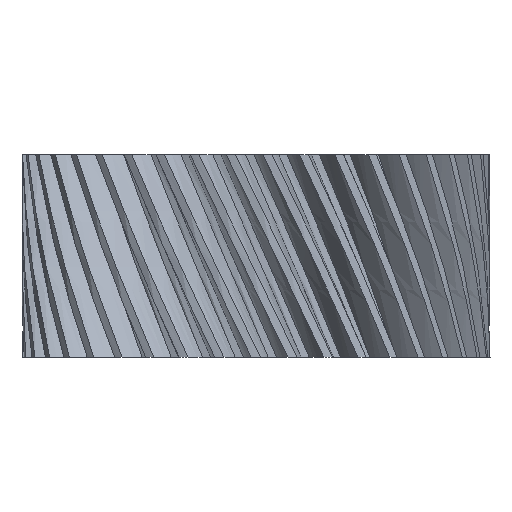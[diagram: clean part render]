
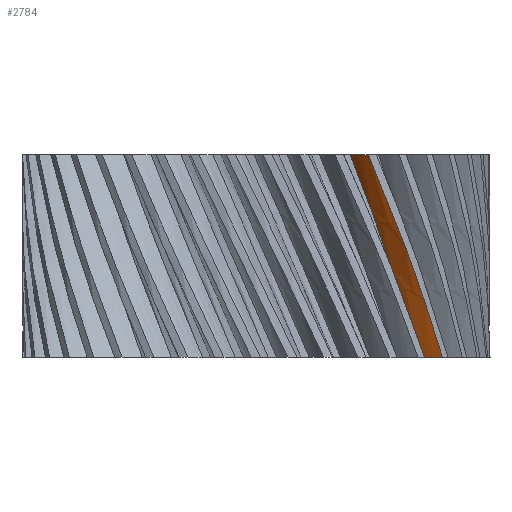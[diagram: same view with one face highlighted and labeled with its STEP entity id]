
A CAD part, left-side view. The second image highlights one B-rep face of the part: STEP entity #2784.
In plain terms, the highlighted free-form (B-spline) face has degree [3, 3] with [4, 4] control points.
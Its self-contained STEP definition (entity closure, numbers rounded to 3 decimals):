
#180=FACE_OUTER_BOUND('',#342,.T.);
#342=EDGE_LOOP('',(#1833,#1834,#1835,#1836));
#604=B_SPLINE_CURVE_WITH_KNOTS('',3,(#4698,#4699,#4700,#4701),
 .UNSPECIFIED.,.F.,.F.,(4,4),(0.,0.423),.UNSPECIFIED.);
#605=B_SPLINE_CURVE_WITH_KNOTS('',3,(#4719,#4720,#4721,#4722),
 .UNSPECIFIED.,.F.,.F.,(4,4),(0.,0.121),.UNSPECIFIED.);
#606=B_SPLINE_CURVE_WITH_KNOTS('',3,(#4724,#4725,#4726,#4727),
 .UNSPECIFIED.,.F.,.F.,(4,4),(0.,0.224),
 .UNSPECIFIED.);
#607=B_SPLINE_CURVE_WITH_KNOTS('',3,(#4728,#4729,#4730,#4731),
 .UNSPECIFIED.,.F.,.F.,(4,4),(-0.423,0.),
 .UNSPECIFIED.);
#974=VERTEX_POINT('',#4681);
#976=VERTEX_POINT('',#4693);
#977=VERTEX_POINT('',#4718);
#978=VERTEX_POINT('',#4723);
#1324=EDGE_CURVE('',#976,#974,#604,.T.);
#1325=EDGE_CURVE('',#974,#977,#605,.T.);
#1326=EDGE_CURVE('',#978,#976,#606,.T.);
#1327=EDGE_CURVE('',#977,#978,#607,.T.);
#1833=ORIENTED_EDGE('',*,*,#1325,.F.);
#1834=ORIENTED_EDGE('',*,*,#1324,.F.);
#1835=ORIENTED_EDGE('',*,*,#1326,.F.);
#1836=ORIENTED_EDGE('',*,*,#1327,.F.);
#2664=B_SPLINE_SURFACE_WITH_KNOTS('',3,3,((#4702,#4703,#4704,#4705),(#4706,
#4707,#4708,#4709),(#4710,#4711,#4712,#4713),(#4714,#4715,#4716,#4717)),
 .UNSPECIFIED.,.F.,.F.,.F.,(4,4),(4,4),(0.,0.224),
(0.,0.423),.UNSPECIFIED.);
#2784=ADVANCED_FACE('',(#180),#2664,.F.);
#4681=CARTESIAN_POINT('',(-9.322,-4.63,10.));
#4693=CARTESIAN_POINT('',(-6.603,-8.046,0.));
#4698=CARTESIAN_POINT('Ctrl Pts',(-6.603,-8.046,0.));
#4699=CARTESIAN_POINT('Ctrl Pts',(-7.737,-7.116,3.333));
#4700=CARTESIAN_POINT('Ctrl Pts',(-8.67,-5.943,6.667));
#4701=CARTESIAN_POINT('Ctrl Pts',(-9.322,-4.63,10.));
#4702=CARTESIAN_POINT('Ctrl Pts',(-6.961,-9.196,0.));
#4703=CARTESIAN_POINT('Ctrl Pts',(-8.257,-8.215,3.333));
#4704=CARTESIAN_POINT('Ctrl Pts',(-9.341,-6.958,6.667));
#4705=CARTESIAN_POINT('Ctrl Pts',(-10.121,-5.532,10.));
#4706=CARTESIAN_POINT('Ctrl Pts',(-6.885,-8.801,0.));
#4707=CARTESIAN_POINT('Ctrl Pts',(-8.125,-7.831,3.333));
#4708=CARTESIAN_POINT('Ctrl Pts',(-9.156,-6.596,6.667));
#4709=CARTESIAN_POINT('Ctrl Pts',(-9.889,-5.203,10.));
#4710=CARTESIAN_POINT('Ctrl Pts',(-6.765,-8.414,0.));
#4711=CARTESIAN_POINT('Ctrl Pts',(-7.95,-7.461,3.333));
#4712=CARTESIAN_POINT('Ctrl Pts',(-8.931,-6.255,6.667));
#4713=CARTESIAN_POINT('Ctrl Pts',(-9.621,-4.9,10.));
#4714=CARTESIAN_POINT('Ctrl Pts',(-6.603,-8.046,0.));
#4715=CARTESIAN_POINT('Ctrl Pts',(-7.737,-7.116,3.333));
#4716=CARTESIAN_POINT('Ctrl Pts',(-8.67,-5.943,6.667));
#4717=CARTESIAN_POINT('Ctrl Pts',(-9.322,-4.63,10.));
#4718=CARTESIAN_POINT('',(-10.121,-5.532,10.));
#4719=CARTESIAN_POINT('Ctrl Pts',(-9.322,-4.63,10.));
#4720=CARTESIAN_POINT('Ctrl Pts',(-9.621,-4.9,10.));
#4721=CARTESIAN_POINT('Ctrl Pts',(-9.889,-5.203,10.));
#4722=CARTESIAN_POINT('Ctrl Pts',(-10.121,-5.532,10.));
#4723=CARTESIAN_POINT('',(-6.961,-9.196,0.));
#4724=CARTESIAN_POINT('Ctrl Pts',(-6.961,-9.196,0.));
#4725=CARTESIAN_POINT('Ctrl Pts',(-6.885,-8.801,0.));
#4726=CARTESIAN_POINT('Ctrl Pts',(-6.765,-8.414,0.));
#4727=CARTESIAN_POINT('Ctrl Pts',(-6.603,-8.046,0.));
#4728=CARTESIAN_POINT('Ctrl Pts',(-10.121,-5.532,10.));
#4729=CARTESIAN_POINT('Ctrl Pts',(-9.341,-6.958,6.667));
#4730=CARTESIAN_POINT('Ctrl Pts',(-8.257,-8.215,3.333));
#4731=CARTESIAN_POINT('Ctrl Pts',(-6.961,-9.196,0.));
